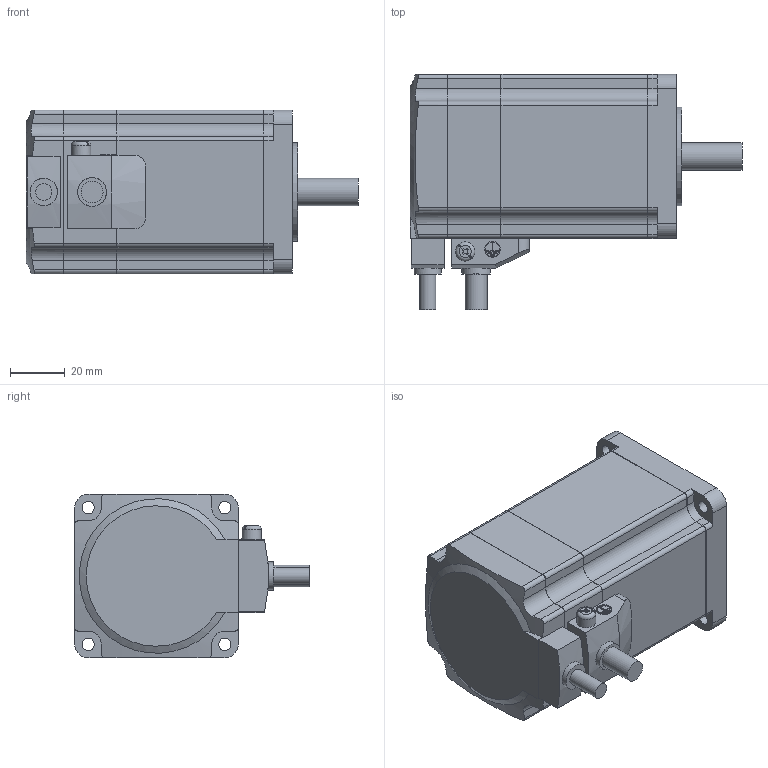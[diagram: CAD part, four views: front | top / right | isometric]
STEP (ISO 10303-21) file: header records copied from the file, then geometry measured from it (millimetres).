
FILE_DESCRIPTION( ( 'STEP AP214' ), '1' );
FILE_NAME( 'AZM69A0C.stp', '2019-10-24T01:44:27', ( '' ), ( '' ), ' ', 'PARTsolutions', ' ' );
FILE_SCHEMA( ( 'AUTOMOTIVE_DESIGN { 1 0 10303 214 1 1 1 1 }' ) );
Length unit declared in the file: millimetre
Products named in the file (1): _AZM69A0C
Bounding box: 121.5 x 86 x 60 mm (x, y, z)
Volume: 331118.4 mm3; surface area: 32685.3 mm2
Topology: 1 solids, 1 shells, 261 faces, 718 edges, 476 vertices
Faces by surface type: plane 147, cylinder 109, torus 2, cone 2, sphere 1
Full cylindrical faces by diameter (mm): 4.5 x4, 5.2 x1, 5.8 x1, 6 x1, 7 x1, 8 x1, 10 x2, 10.5 x1, 36 x1
Entity records: 10747 total; most frequent: CARTESIAN_POINT 1853, DIRECTION 1429, ORIENTED_EDGE 1408, EDGE_CURVE 704, AXIS2_PLACEMENT_3D 487, VERTEX_POINT 475, LINE 455, VECTOR 455
